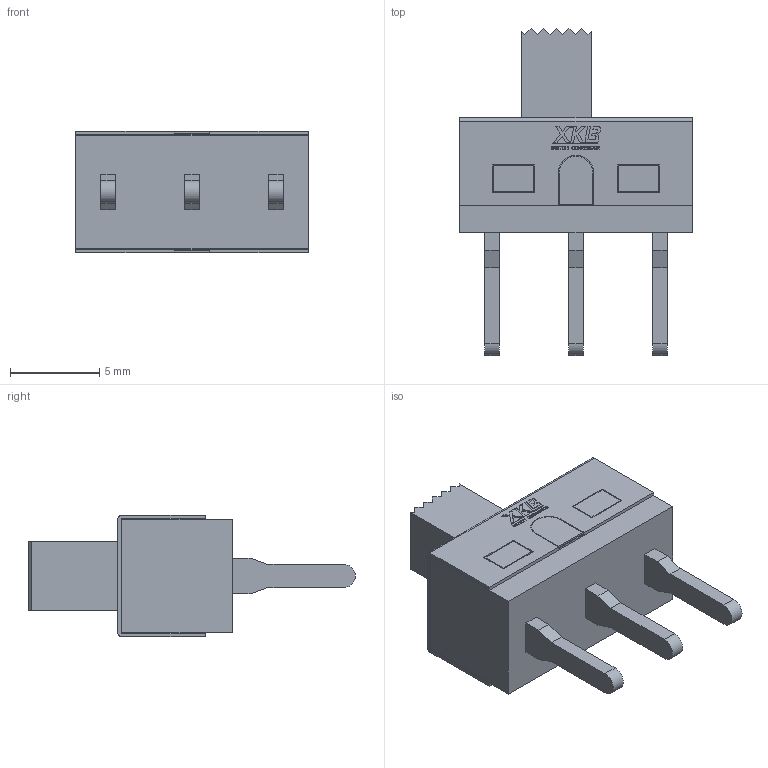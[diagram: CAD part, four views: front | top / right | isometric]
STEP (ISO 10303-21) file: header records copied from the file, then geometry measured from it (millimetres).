
FILE_DESCRIPTION(/* description */ (''),/* implementation_level */ '2;1');
FILE_NAME(/* name */ 'ss-12d10l5.step',/* time_stamp */ '2023-09-15T14:25:33+03:00',/* author */ (''),/* organization */ (''),/* preprocessor_version */ 'ST-DEVELOPER v20',/* originating_system */ 'Autodesk Translation Framework v12.9.0.99',/* authorisation */ '');
FILE_SCHEMA (('AUTOMOTIVE_DESIGN { 1 0 10303 214 3 1 1 }'));
Length unit declared in the file: millimetre
Products named in the file (1): ss-12d10l5
Bounding box: 13 x 18.3 x 6.8 mm (x, y, z)
Volume: 647.5 mm3; surface area: 975.5 mm2
Topology: 4 solids, 4 shells, 549 faces, 1541 edges, 1026 vertices
Faces by surface type: plane 536, cylinder 13
Entity records: 17448 total; most frequent: CARTESIAN_POINT 3117, ORIENTED_EDGE 3082, DIRECTION 2667, EDGE_CURVE 1541, LINE 1515, VECTOR 1515, VERTEX_POINT 1026, EDGE_LOOP 583
